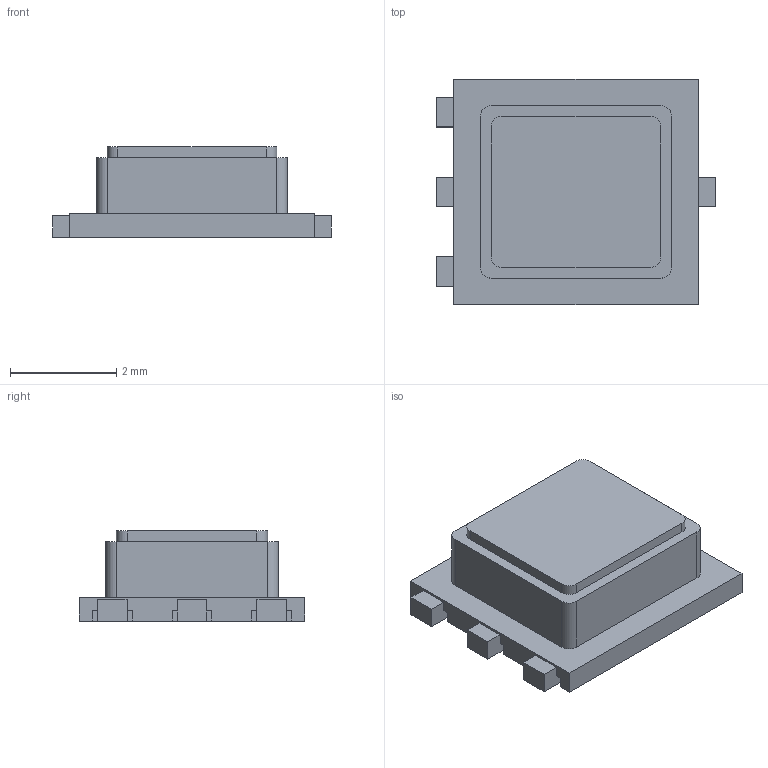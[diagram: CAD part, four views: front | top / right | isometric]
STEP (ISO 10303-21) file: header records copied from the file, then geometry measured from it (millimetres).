
FILE_DESCRIPTION(('STEP AP214'), '1');
FILE_NAME('膰豵鵨 弅-99-1', '2018-11-01T15:17:36', ('user'), (''), 'ASCON STEP Converter 1.3', 'ASCON Math Kernel', '');
FILE_SCHEMA(('AUTOMOTIVE_DESIGN { 1 0 10303 214 3 1 1}'));
Length unit declared in the file: millimetre
Bounding box: 5.25 x 4.25 x 1.7 mm (x, y, z)
Volume: 22.7 mm3; surface area: 73.1 mm2
Topology: 1 solids, 1 shells, 72 faces, 204 edges, 136 vertices
Faces by surface type: plane 64, cylinder 8
Entity records: 2924 total; most frequent: CARTESIAN_POINT 413, ORIENTED_EDGE 408, DIRECTION 366, EDGE_CURVE 204, LINE 188, VECTOR 188, VERTEX_POINT 136, AXIS2_PLACEMENT_3D 89
